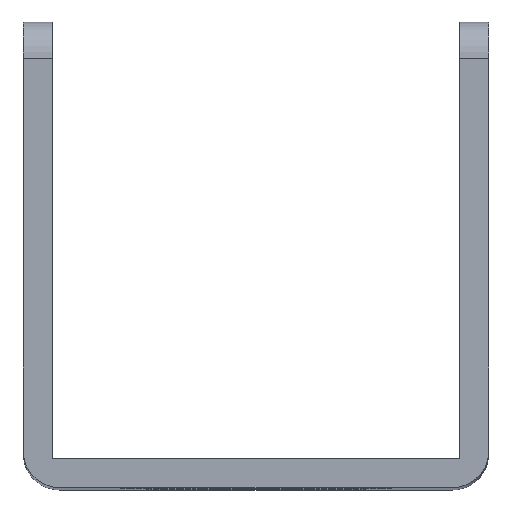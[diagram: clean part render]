
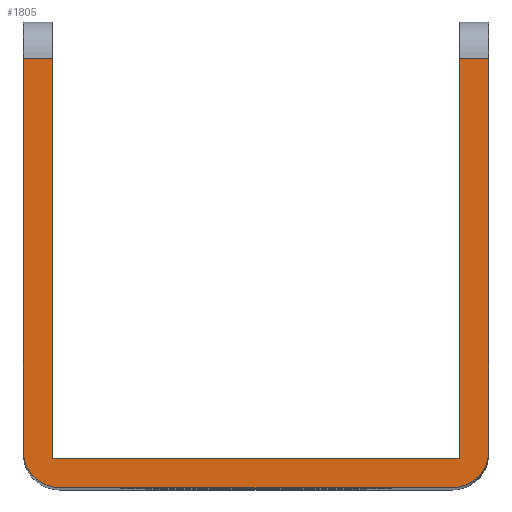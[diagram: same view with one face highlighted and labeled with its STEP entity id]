
A CAD part, top view. The second image highlights one B-rep face of the part: STEP entity #1805.
In plain terms, the highlighted planar face has unit normal (0, 0, 1).
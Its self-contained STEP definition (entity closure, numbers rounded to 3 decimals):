
#320=FACE_OUTER_BOUND('',#411,.T.);
#411=EDGE_LOOP('',(#1319,#1320,#1321,#1322,#1323,#1324,#1325,#1326,#1327,
#1328));
#727=LINE('',#2695,#757);
#728=LINE('',#2697,#758);
#729=LINE('',#2699,#759);
#730=LINE('',#2701,#760);
#731=LINE('',#2703,#761);
#732=LINE('',#2705,#762);
#733=LINE('',#2707,#763);
#734=LINE('',#2710,#764);
#757=VECTOR('',#2157,27.);
#758=VECTOR('',#2158,2.);
#759=VECTOR('',#2159,27.5);
#760=VECTOR('',#2160,28.);
#761=VECTOR('',#2161,27.5);
#762=VECTOR('',#2162,2.);
#763=VECTOR('',#2163,27.);
#764=VECTOR('',#2166,27.);
#787=CIRCLE('',#1899,2.5);
#788=CIRCLE('',#1900,2.5);
#949=VERTEX_POINT('',#2691);
#950=VERTEX_POINT('',#2692);
#951=VERTEX_POINT('',#2694);
#952=VERTEX_POINT('',#2696);
#953=VERTEX_POINT('',#2698);
#954=VERTEX_POINT('',#2700);
#955=VERTEX_POINT('',#2702);
#956=VERTEX_POINT('',#2704);
#957=VERTEX_POINT('',#2706);
#958=VERTEX_POINT('',#2708);
#1127=EDGE_CURVE('',#949,#950,#787,.T.);
#1128=EDGE_CURVE('',#951,#950,#727,.T.);
#1129=EDGE_CURVE('',#951,#952,#728,.T.);
#1130=EDGE_CURVE('',#953,#952,#729,.T.);
#1131=EDGE_CURVE('',#954,#953,#730,.T.);
#1132=EDGE_CURVE('',#955,#954,#731,.T.);
#1133=EDGE_CURVE('',#955,#956,#732,.T.);
#1134=EDGE_CURVE('',#957,#956,#733,.T.);
#1135=EDGE_CURVE('',#957,#958,#788,.T.);
#1136=EDGE_CURVE('',#949,#958,#734,.T.);
#1319=ORIENTED_EDGE('',*,*,#1127,.T.);
#1320=ORIENTED_EDGE('',*,*,#1128,.F.);
#1321=ORIENTED_EDGE('',*,*,#1129,.T.);
#1322=ORIENTED_EDGE('',*,*,#1130,.F.);
#1323=ORIENTED_EDGE('',*,*,#1131,.F.);
#1324=ORIENTED_EDGE('',*,*,#1132,.F.);
#1325=ORIENTED_EDGE('',*,*,#1133,.T.);
#1326=ORIENTED_EDGE('',*,*,#1134,.F.);
#1327=ORIENTED_EDGE('',*,*,#1135,.T.);
#1328=ORIENTED_EDGE('',*,*,#1136,.F.);
#1703=PLANE('',#1898);
#1805=ADVANCED_FACE('',(#320),#1703,.T.);
#1898=AXIS2_PLACEMENT_3D('',#2690,#2153,#2154);
#1899=AXIS2_PLACEMENT_3D('',#2693,#2155,#2156);
#1900=AXIS2_PLACEMENT_3D('',#2709,#2164,#2165);
#2153=DIRECTION('center_axis',(0.,0.,1.));
#2154=DIRECTION('ref_axis',(1.,0.,0.));
#2155=DIRECTION('center_axis',(0.,0.,1.));
#2156=DIRECTION('ref_axis',(0.,-1.,0.));
#2157=DIRECTION('',(0.,-1.,0.));
#2158=DIRECTION('',(-1.,0.,0.));
#2159=DIRECTION('',(0.,1.,0.));
#2160=DIRECTION('',(1.,0.,0.));
#2161=DIRECTION('',(0.,-1.,0.));
#2162=DIRECTION('',(-1.,0.,0.));
#2163=DIRECTION('',(0.,1.,0.));
#2164=DIRECTION('center_axis',(0.,0.,1.));
#2165=DIRECTION('ref_axis',(-1.,0.,0.));
#2166=DIRECTION('',(-1.,0.,0.));
#2690=CARTESIAN_POINT('Origin',(0.,0.,16.));
#2691=CARTESIAN_POINT('',(13.5,0.,16.));
#2692=CARTESIAN_POINT('',(16.,2.5,16.));
#2693=CARTESIAN_POINT('Origin',(13.5,2.5,16.));
#2694=CARTESIAN_POINT('',(16.,29.5,16.));
#2695=CARTESIAN_POINT('',(16.,29.5,16.));
#2696=CARTESIAN_POINT('',(14.,29.5,16.));
#2697=CARTESIAN_POINT('',(16.,29.5,16.));
#2698=CARTESIAN_POINT('',(14.,2.,16.));
#2699=CARTESIAN_POINT('',(14.,2.,16.));
#2700=CARTESIAN_POINT('',(-14.,2.,16.));
#2701=CARTESIAN_POINT('',(-14.,2.,16.));
#2702=CARTESIAN_POINT('',(-14.,29.5,16.));
#2703=CARTESIAN_POINT('',(-14.,29.5,16.));
#2704=CARTESIAN_POINT('',(-16.,29.5,16.));
#2705=CARTESIAN_POINT('',(-14.,29.5,16.));
#2706=CARTESIAN_POINT('',(-16.,2.5,16.));
#2707=CARTESIAN_POINT('',(-16.,2.5,16.));
#2708=CARTESIAN_POINT('',(-13.5,0.,16.));
#2709=CARTESIAN_POINT('Origin',(-13.5,2.5,16.));
#2710=CARTESIAN_POINT('',(13.5,0.,16.));
